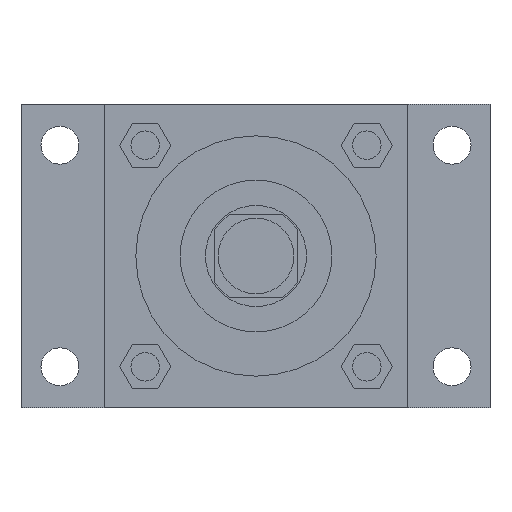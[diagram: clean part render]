
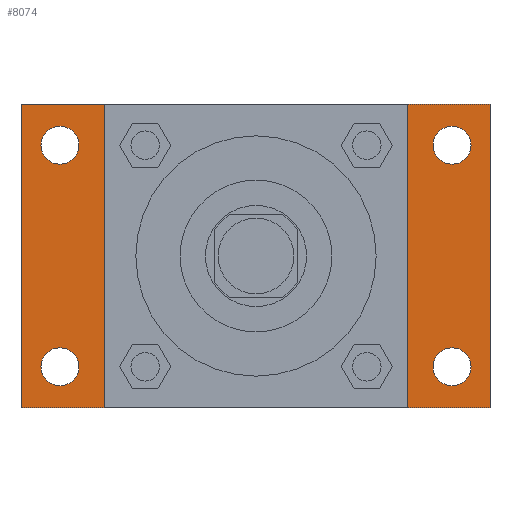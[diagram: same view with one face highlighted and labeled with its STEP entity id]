
A CAD part, front view. The second image highlights one B-rep face of the part: STEP entity #8074.
In plain terms, the highlighted planar face has unit normal (0, -1, 0).
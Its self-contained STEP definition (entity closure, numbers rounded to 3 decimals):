
#2369=EDGE_CURVE('',#2375,#2375,#2370,.T.);
#2370=CIRCLE('',#2371,34.925);
#2371=AXIS2_PLACEMENT_3D('',#2372,#2373,#2374);
#2372=CARTESIAN_POINT('',(0.,714.375,0.));
#2373=DIRECTION('',(0.,1.,0.));
#2374=DIRECTION('',(1.,0.,0.));
#2375=VERTEX_POINT('',#2376);
#2376=CARTESIAN_POINT('',(34.925,714.375,0.));
#2451=EDGE_CURVE('',#2457,#2457,#2452,.T.);
#2452=CIRCLE('',#2453,3.569);
#2453=AXIS2_PLACEMENT_3D('',#2454,#2455,#2456);
#2454=CARTESIAN_POINT('',(27.813,714.375,27.813));
#2455=DIRECTION('',(0.,-1.,0.));
#2456=DIRECTION('',(-1.,0.,0.));
#2457=VERTEX_POINT('',#2458);
#2458=CARTESIAN_POINT('',(24.244,714.375,27.813));
#2459=EDGE_CURVE('',#2465,#2465,#2460,.T.);
#2460=CIRCLE('',#2461,3.569);
#2461=AXIS2_PLACEMENT_3D('',#2462,#2463,#2464);
#2462=CARTESIAN_POINT('',(-27.813,714.375,-27.813));
#2463=DIRECTION('',(0.,1.,0.));
#2464=DIRECTION('',(1.,0.,0.));
#2465=VERTEX_POINT('',#2466);
#2466=CARTESIAN_POINT('',(-24.244,714.375,-27.813));
#2475=EDGE_CURVE('',#2481,#2481,#2476,.T.);
#2476=CIRCLE('',#2477,3.569);
#2477=AXIS2_PLACEMENT_3D('',#2478,#2479,#2480);
#2478=CARTESIAN_POINT('',(27.813,714.375,-27.813));
#2479=DIRECTION('',(0.,1.,0.));
#2480=DIRECTION('',(1.,0.,0.));
#2481=VERTEX_POINT('',#2482);
#2482=CARTESIAN_POINT('',(31.382,714.375,-27.813));
#2491=EDGE_CURVE('',#2497,#2497,#2492,.T.);
#2492=CIRCLE('',#2493,3.569);
#2493=AXIS2_PLACEMENT_3D('',#2494,#2495,#2496);
#2494=CARTESIAN_POINT('',(-27.813,714.375,27.813));
#2495=DIRECTION('',(0.,1.,0.));
#2496=DIRECTION('',(1.,0.,0.));
#2497=VERTEX_POINT('',#2498);
#2498=CARTESIAN_POINT('',(-24.244,714.375,27.813));
#3435=FACE_OUTER_BOUND('',#3445,.T.);
#3436=FACE_BOUND('',#3446,.T.);
#3437=FACE_BOUND('',#3447,.T.);
#3438=FACE_BOUND('',#3448,.T.);
#3439=FACE_BOUND('',#3449,.T.);
#3440=FACE_BOUND('',#3450,.T.);
#3441=FACE_BOUND('',#3451,.T.);
#3442=FACE_BOUND('',#3452,.T.);
#3443=FACE_BOUND('',#3453,.T.);
#3444=FACE_BOUND('',#3454,.T.);
#3445=EDGE_LOOP('',(#3455));
#3446=EDGE_LOOP('',(#3464));
#3447=EDGE_LOOP('',(#3473,#3474,#3475,#3476));
#3448=EDGE_LOOP('',(#3505));
#3449=EDGE_LOOP('',(#3514));
#3450=EDGE_LOOP('',(#3523));
#3451=EDGE_LOOP('',(#3532));
#3452=EDGE_LOOP('',(#3541));
#3453=EDGE_LOOP('',(#3550));
#3454=EDGE_LOOP('',(#3559));
#3455=ORIENTED_EDGE('',*,*,#2491,.T.);
#3464=ORIENTED_EDGE('',*,*,#2475,.T.);
#3473=ORIENTED_EDGE('',*,*,#3477,.T.);
#3474=ORIENTED_EDGE('',*,*,#3486,.T.);
#3475=ORIENTED_EDGE('',*,*,#3493,.T.);
#3476=ORIENTED_EDGE('',*,*,#3500,.T.);
#3477=EDGE_CURVE('',#3482,#3483,#3478,.T.);
#3478=LINE('',#3479,#3480);
#3479=CARTESIAN_POINT('',(-58.738,714.375,-38.1));
#3480=VECTOR('',#3481,1.);
#3481=DIRECTION('',(1.,0.,0.));
#3482=VERTEX_POINT('',#3484);
#3483=VERTEX_POINT('',#3485);
#3484=CARTESIAN_POINT('',(-58.738,714.375,-38.1));
#3485=CARTESIAN_POINT('',(58.738,714.375,-38.1));
#3486=EDGE_CURVE('',#3483,#3491,#3487,.T.);
#3487=LINE('',#3488,#3489);
#3488=CARTESIAN_POINT('',(58.738,714.375,-38.1));
#3489=VECTOR('',#3490,1.);
#3490=DIRECTION('',(0.,0.,1.));
#3491=VERTEX_POINT('',#3492);
#3492=CARTESIAN_POINT('',(58.738,714.375,38.1));
#3493=EDGE_CURVE('',#3491,#3498,#3494,.T.);
#3494=LINE('',#3495,#3496);
#3495=CARTESIAN_POINT('',(58.738,714.375,38.1));
#3496=VECTOR('',#3497,1.);
#3497=DIRECTION('',(-1.,0.,0.));
#3498=VERTEX_POINT('',#3499);
#3499=CARTESIAN_POINT('',(-58.738,714.375,38.1));
#3500=EDGE_CURVE('',#3498,#3482,#3501,.T.);
#3501=LINE('',#3502,#3503);
#3502=CARTESIAN_POINT('',(-58.738,714.375,38.1));
#3503=VECTOR('',#3504,1.);
#3504=DIRECTION('',(0.,0.,-1.));
#3505=ORIENTED_EDGE('',*,*,#3506,.F.);
#3506=EDGE_CURVE('',#3512,#3512,#3507,.T.);
#3507=CIRCLE('',#3508,4.763);
#3508=AXIS2_PLACEMENT_3D('',#3509,#3510,#3511);
#3509=CARTESIAN_POINT('',(-49.213,714.375,-27.813));
#3510=DIRECTION('',(0.,-1.,0.));
#3511=DIRECTION('',(1.,0.,0.));
#3512=VERTEX_POINT('',#3513);
#3513=CARTESIAN_POINT('',(-44.45,714.375,-27.813));
#3514=ORIENTED_EDGE('',*,*,#3515,.F.);
#3515=EDGE_CURVE('',#3521,#3521,#3516,.T.);
#3516=CIRCLE('',#3517,4.763);
#3517=AXIS2_PLACEMENT_3D('',#3518,#3519,#3520);
#3518=CARTESIAN_POINT('',(49.213,714.375,-27.813));
#3519=DIRECTION('',(0.,-1.,0.));
#3520=DIRECTION('',(1.,0.,0.));
#3521=VERTEX_POINT('',#3522);
#3522=CARTESIAN_POINT('',(53.975,714.375,-27.813));
#3523=ORIENTED_EDGE('',*,*,#3524,.F.);
#3524=EDGE_CURVE('',#3530,#3530,#3525,.T.);
#3525=CIRCLE('',#3526,4.763);
#3526=AXIS2_PLACEMENT_3D('',#3527,#3528,#3529);
#3527=CARTESIAN_POINT('',(49.213,714.375,27.813));
#3528=DIRECTION('',(0.,-1.,0.));
#3529=DIRECTION('',(1.,0.,0.));
#3530=VERTEX_POINT('',#3531);
#3531=CARTESIAN_POINT('',(53.975,714.375,27.813));
#3532=ORIENTED_EDGE('',*,*,#3533,.F.);
#3533=EDGE_CURVE('',#3539,#3539,#3534,.T.);
#3534=CIRCLE('',#3535,4.763);
#3535=AXIS2_PLACEMENT_3D('',#3536,#3537,#3538);
#3536=CARTESIAN_POINT('',(-49.213,714.375,27.813));
#3537=DIRECTION('',(0.,-1.,0.));
#3538=DIRECTION('',(1.,0.,0.));
#3539=VERTEX_POINT('',#3540);
#3540=CARTESIAN_POINT('',(-44.45,714.375,27.813));
#3541=ORIENTED_EDGE('',*,*,#2459,.T.);
#3550=ORIENTED_EDGE('',*,*,#2451,.T.);
#3559=ORIENTED_EDGE('',*,*,#2369,.T.);
#3568=PLANE('',#3569);
#3569=AXIS2_PLACEMENT_3D('',#3570,#3571,#3572);
#3570=CARTESIAN_POINT('',(-58.738,714.375,-38.1));
#3571=DIRECTION('',(0.,1.,0.));
#3572=DIRECTION('',(0.,0.,1.));
#8074=ADVANCED_FACE('',(#3435,#3436,#3437,#3438,#3439,#3440,#3441,#3442,#3443,
   #3444),#3568,.F.);
